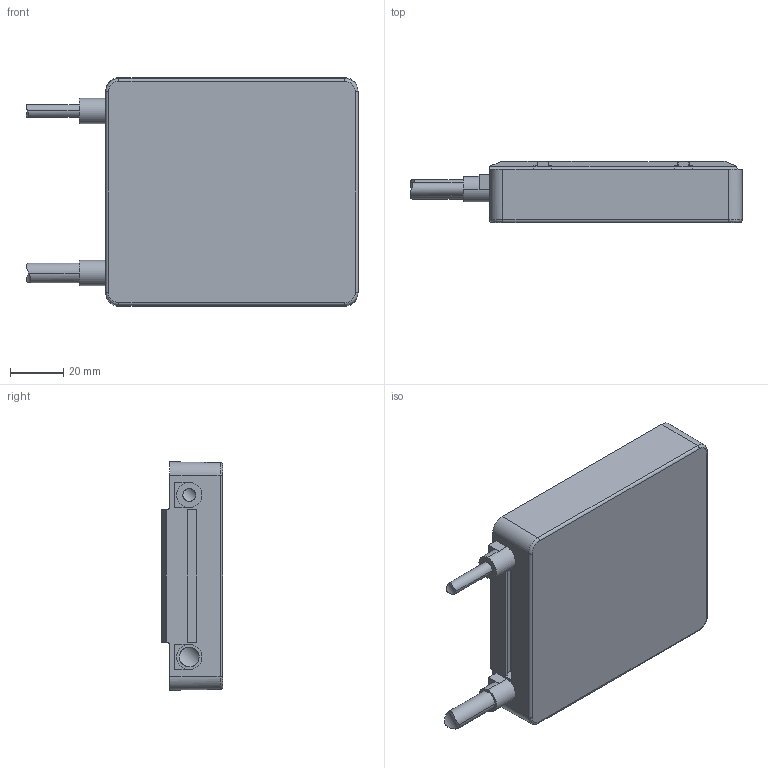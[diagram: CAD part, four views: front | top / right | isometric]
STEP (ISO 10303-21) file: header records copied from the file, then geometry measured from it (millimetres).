
FILE_DESCRIPTION((''),'2;1');
FILE_NAME('PRT0017','2016-12-20T',('ch5526'),(''),'PRO/ENGINEER BY PARAMETRIC TECHNOLOGY CORPORATION, 2014000','PRO/ENGINEER BY PARAMETRIC TECHNOLOGY CORPORATION, 2014000','');
FILE_SCHEMA(('CONFIG_CONTROL_DESIGN'));
Length unit declared in the file: millimetre
Products named in the file (1): PRT0017
Bounding box: 125 x 23.15 x 86 mm (x, y, z)
Volume: 176885.9 mm3; surface area: 29418.1 mm2
Topology: 1 solids, 3 shells, 151 faces, 409 edges, 268 vertices
Faces by surface type: plane 102, cylinder 45, bspline 4
Entity records: 6058 total; most frequent: CARTESIAN_POINT 1233, ORIENTED_EDGE 818, DIRECTION 735, EDGE_CURVE 409, VECTOR 293, LINE 293, VERTEX_POINT 268, AXIS2_PLACEMENT_3D 221
